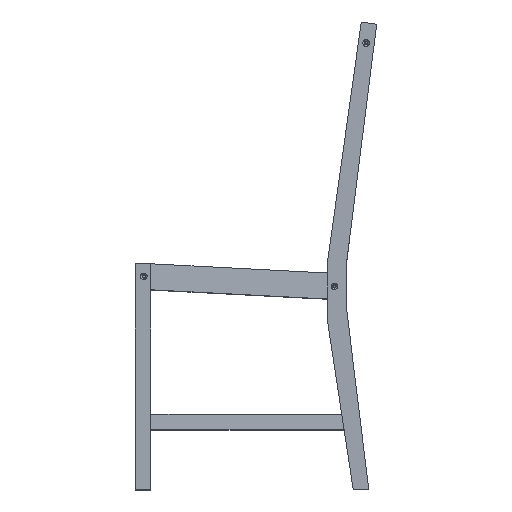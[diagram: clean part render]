
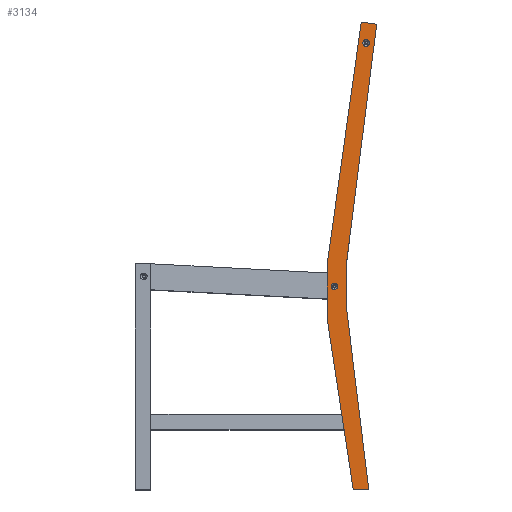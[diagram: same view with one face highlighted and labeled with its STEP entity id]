
A CAD part, top view. The second image highlights one B-rep face of the part: STEP entity #3134.
In plain terms, the highlighted planar face has unit normal (0, 0, 1).
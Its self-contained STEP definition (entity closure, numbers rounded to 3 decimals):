
#38 = CIRCLE ( 'NONE', #7759, 6.3 ) ;
#316 = CARTESIAN_POINT ( 'NONE',  ( 391.534, 435., -20. ) ) ;
#324 = LINE ( 'NONE', #529, #7595 ) ;
#488 = EDGE_CURVE ( 'NONE', #7382, #10463, #588, .T. ) ;
#494 = CARTESIAN_POINT ( 'NONE',  ( 423.049, 860.216, -20. ) ) ;
#525 = VERTEX_POINT ( 'NONE', #5752 ) ;
#529 = CARTESIAN_POINT ( 'NONE',  ( 354.534, 452.989, -20. ) ) ;
#588 = LINE ( 'NONE', #1488, #2204 ) ;
#636 = DIRECTION ( 'NONE',  ( 0., 0., -1. ) ) ;
#652 = AXIS2_PLACEMENT_3D ( 'NONE', #4291, #9463, #2616 ) ;
#672 = EDGE_CURVE ( 'NONE', #10683, #2605, #38, .T. ) ;
#899 = FACE_OUTER_BOUND ( 'NONE', #4444, .T. ) ;
#937 = VECTOR ( 'NONE', #2555, 1000. ) ;
#1100 = CARTESIAN_POINT ( 'NONE',  ( 419.966, 900.574, -20. ) ) ;
#1244 = ORIENTED_EDGE ( 'NONE', *, *, #9740, .F. ) ;
#1452 = CARTESIAN_POINT ( 'NONE',  ( 449.674, 896.399, -20. ) ) ;
#1453 = ORIENTED_EDGE ( 'NONE', *, *, #3083, .F. ) ;
#1488 = CARTESIAN_POINT ( 'NONE',  ( 391.534, 452.989, -20. ) ) ;
#1699 = CARTESIAN_POINT ( 'NONE',  ( 402.39, 0., -20. ) ) ;
#1858 = VERTEX_POINT ( 'NONE', #10377 ) ;
#1988 = VERTEX_POINT ( 'NONE', #3738 ) ;
#2116 = VECTOR ( 'NONE', #8069, 1000. ) ;
#2204 = VECTOR ( 'NONE', #10941, 1000. ) ;
#2210 = PLANE ( 'NONE',  #8895 ) ;
#2456 = EDGE_CURVE ( 'NONE', #6475, #4962, #5760, .T. ) ;
#2477 = ORIENTED_EDGE ( 'NONE', *, *, #7691, .F. ) ;
#2491 = CARTESIAN_POINT ( 'NONE',  ( 354.534, 328.013, -20. ) ) ;
#2535 = ORIENTED_EDGE ( 'NONE', *, *, #8423, .F. ) ;
#2555 = DIRECTION ( 'NONE',  ( -1., 0., 0. ) ) ;
#2605 = VERTEX_POINT ( 'NONE', #494 ) ;
#2616 = DIRECTION ( 'NONE',  ( 1., 0., 0. ) ) ;
#2692 = LINE ( 'NONE', #11181, #5263 ) ;
#2746 = CARTESIAN_POINT ( 'NONE',  ( 391.534, 350.095, -20. ) ) ;
#3083 = EDGE_CURVE ( 'NONE', #1988, #6536, #9775, .T. ) ;
#3084 = ORIENTED_EDGE ( 'NONE', *, *, #672, .F. ) ;
#3088 = CARTESIAN_POINT ( 'NONE',  ( 435.649, 860.216, -20. ) ) ;
#3134 = ADVANCED_FACE ( 'NONE', ( #9380, #8852, #899 ), #2210, .F. ) ;
#3190 = DIRECTION ( 'NONE',  ( 1., 0., 0. ) ) ;
#3274 = CIRCLE ( 'NONE', #6929, 6.3 ) ;
#3738 = CARTESIAN_POINT ( 'NONE',  ( 404.534, 0., -20. ) ) ;
#3746 = CIRCLE ( 'NONE', #5629, 6.3 ) ;
#3804 = LINE ( 'NONE', #8765, #5018 ) ;
#3912 = DIRECTION ( 'NONE',  ( 0., 1., 0. ) ) ;
#4005 = ORIENTED_EDGE ( 'NONE', *, *, #9034, .F. ) ;
#4030 = DIRECTION ( 'NONE',  ( -0.151, 0.989, 0. ) ) ;
#4149 = ORIENTED_EDGE ( 'NONE', *, *, #10537, .F. ) ;
#4234 = ORIENTED_EDGE ( 'NONE', *, *, #488, .F. ) ;
#4250 = EDGE_CURVE ( 'NONE', #6536, #7795, #324, .T. ) ;
#4291 = CARTESIAN_POINT ( 'NONE',  ( 429.349, 860.216, -20. ) ) ;
#4350 = DIRECTION ( 'NONE',  ( 0., 0., 1. ) ) ;
#4421 = CARTESIAN_POINT ( 'NONE',  ( 354.534, 435., -20. ) ) ;
#4444 = EDGE_LOOP ( 'NONE', ( #2535, #5501, #4234, #2477, #8070, #4149, #6449, #1453 ) ) ;
#4630 = CARTESIAN_POINT ( 'NONE',  ( 449.674, 896.399, -20. ) ) ;
#4664 = CARTESIAN_POINT ( 'NONE',  ( 434.534, 0., -20. ) ) ;
#4828 = DIRECTION ( 'NONE',  ( 0., 0., 1. ) ) ;
#4962 = VERTEX_POINT ( 'NONE', #1452 ) ;
#4975 = DIRECTION ( 'NONE',  ( 0., 0., 1. ) ) ;
#5018 = VECTOR ( 'NONE', #7098, 1000. ) ;
#5102 = CIRCLE ( 'NONE', #652, 6.3 ) ;
#5247 = DIRECTION ( 'NONE',  ( 1., 0., 0. ) ) ;
#5263 = VECTOR ( 'NONE', #8420, 1000. ) ;
#5329 = ORIENTED_EDGE ( 'NONE', *, *, #9079, .F. ) ;
#5420 = CARTESIAN_POINT ( 'NONE',  ( 368.205, 391.455, -20. ) ) ;
#5501 = ORIENTED_EDGE ( 'NONE', *, *, #6103, .F. ) ;
#5629 = AXIS2_PLACEMENT_3D ( 'NONE', #11105, #4350, #8690 ) ;
#5752 = CARTESIAN_POINT ( 'NONE',  ( 374.505, 391.455, -20. ) ) ;
#5760 = LINE ( 'NONE', #4630, #2116 ) ;
#5766 = EDGE_LOOP ( 'NONE', ( #1244, #5329 ) ) ;
#6103 = EDGE_CURVE ( 'NONE', #10463, #8704, #3804, .T. ) ;
#6449 = ORIENTED_EDGE ( 'NONE', *, *, #4250, .F. ) ;
#6475 = VERTEX_POINT ( 'NONE', #8372 ) ;
#6536 = VERTEX_POINT ( 'NONE', #2491 ) ;
#6586 = VECTOR ( 'NONE', #7992, 1000. ) ;
#6599 = DIRECTION ( 'NONE',  ( -1., 0., 0. ) ) ;
#6929 = AXIS2_PLACEMENT_3D ( 'NONE', #5420, #4828, #3190 ) ;
#7098 = DIRECTION ( 'NONE',  ( 0.122, -0.993, 0. ) ) ;
#7346 = CARTESIAN_POINT ( 'NONE',  ( 429.349, 860.216, -20. ) ) ;
#7382 = VERTEX_POINT ( 'NONE', #316 ) ;
#7595 = VECTOR ( 'NONE', #3912, 1000. ) ;
#7691 = EDGE_CURVE ( 'NONE', #4962, #7382, #2692, .T. ) ;
#7759 = AXIS2_PLACEMENT_3D ( 'NONE', #7346, #4975, #5247 ) ;
#7795 = VERTEX_POINT ( 'NONE', #4421 ) ;
#7866 = EDGE_LOOP ( 'NONE', ( #3084, #4005 ) ) ;
#7992 = DIRECTION ( 'NONE',  ( 0.139, 0.99, 0. ) ) ;
#8069 = DIRECTION ( 'NONE',  ( 0.99, -0.139, 0. ) ) ;
#8070 = ORIENTED_EDGE ( 'NONE', *, *, #2456, .F. ) ;
#8372 = CARTESIAN_POINT ( 'NONE',  ( 419.966, 900.574, -20. ) ) ;
#8420 = DIRECTION ( 'NONE',  ( -0.125, -0.992, 0. ) ) ;
#8423 = EDGE_CURVE ( 'NONE', #8704, #1988, #10241, .T. ) ;
#8690 = DIRECTION ( 'NONE',  ( 1., 0., 0. ) ) ;
#8704 = VERTEX_POINT ( 'NONE', #4664 ) ;
#8765 = CARTESIAN_POINT ( 'NONE',  ( 434.534, 0., -20. ) ) ;
#8852 = FACE_BOUND ( 'NONE', #7866, .T. ) ;
#8895 = AXIS2_PLACEMENT_3D ( 'NONE', #10843, #636, #6599 ) ;
#9034 = EDGE_CURVE ( 'NONE', #2605, #10683, #5102, .T. ) ;
#9079 = EDGE_CURVE ( 'NONE', #1858, #525, #3746, .T. ) ;
#9380 = FACE_BOUND ( 'NONE', #5766, .T. ) ;
#9463 = DIRECTION ( 'NONE',  ( 0., 0., 1. ) ) ;
#9740 = EDGE_CURVE ( 'NONE', #525, #1858, #3274, .T. ) ;
#9775 = LINE ( 'NONE', #9971, #10730 ) ;
#9971 = CARTESIAN_POINT ( 'NONE',  ( 354.534, 328.013, -20. ) ) ;
#10205 = LINE ( 'NONE', #1100, #6586 ) ;
#10241 = LINE ( 'NONE', #1699, #937 ) ;
#10377 = CARTESIAN_POINT ( 'NONE',  ( 361.905, 391.455, -20. ) ) ;
#10463 = VERTEX_POINT ( 'NONE', #2746 ) ;
#10537 = EDGE_CURVE ( 'NONE', #7795, #6475, #10205, .T. ) ;
#10683 = VERTEX_POINT ( 'NONE', #3088 ) ;
#10730 = VECTOR ( 'NONE', #4030, 1000. ) ;
#10843 = CARTESIAN_POINT ( 'NONE',  ( 450.245, 0., -20. ) ) ;
#10941 = DIRECTION ( 'NONE',  ( 0., -1., 0. ) ) ;
#11105 = CARTESIAN_POINT ( 'NONE',  ( 368.205, 391.455, -20. ) ) ;
#11181 = CARTESIAN_POINT ( 'NONE',  ( 391.534, 435., -20. ) ) ;
